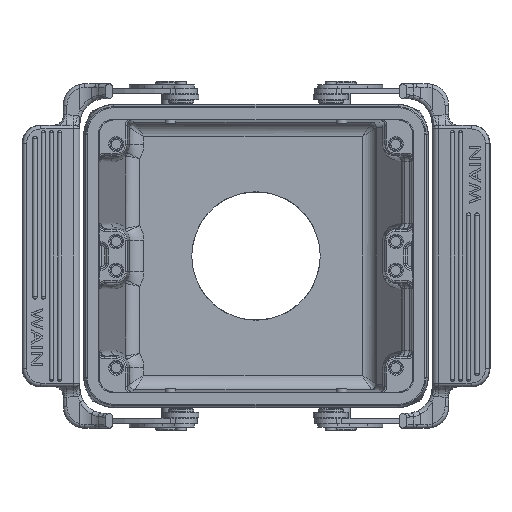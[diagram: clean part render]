
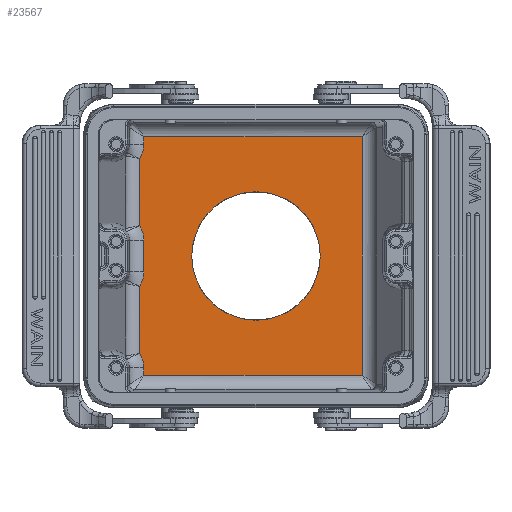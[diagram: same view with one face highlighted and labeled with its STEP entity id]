
A CAD part, front view. The second image highlights one B-rep face of the part: STEP entity #23567.
In plain terms, the highlighted planar face has unit normal (0, -1, 0).
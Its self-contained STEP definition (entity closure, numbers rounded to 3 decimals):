
#16499=LINE('',#74257,#19032);
#16500=LINE('',#74267,#19033);
#16501=LINE('',#74273,#19034);
#16502=LINE('',#74279,#19035);
#16503=LINE('',#74283,#19036);
#16505=LINE('',#74300,#19038);
#16512=LINE('',#74317,#19045);
#16560=LINE('',#74501,#19093);
#19032=VECTOR('',#55242,1.);
#19033=VECTOR('',#55255,1.);
#19034=VECTOR('',#55264,1.);
#19035=VECTOR('',#55273,1.);
#19036=VECTOR('',#55280,1.);
#19038=VECTOR('',#55284,1.);
#19045=VECTOR('',#55303,1.);
#19093=VECTOR('',#55459,1.);
#20312=PLANE('',#48064);
#23567=ADVANCED_FACE('NONE',(#25059,#25060),#20312,.F.);
#25059=FACE_BOUND('',#26818,.T.);
#25060=FACE_BOUND('',#26819,.T.);
#26818=EDGE_LOOP('',(#33777,#33778,#33779,#33780,#33781,#33782,#33783,#33784,
#33785,#33786,#33787,#33788));
#26819=EDGE_LOOP('',(#33789));
#33777=ORIENTED_EDGE('',*,*,#43071,.F.);
#33778=ORIENTED_EDGE('',*,*,#43070,.F.);
#33779=ORIENTED_EDGE('',*,*,#43068,.F.);
#33780=ORIENTED_EDGE('',*,*,#43066,.F.);
#33781=ORIENTED_EDGE('',*,*,#43065,.F.);
#33782=ORIENTED_EDGE('',*,*,#43062,.F.);
#33783=ORIENTED_EDGE('',*,*,#43076,.F.);
#33784=ORIENTED_EDGE('',*,*,#43156,.T.);
#33785=ORIENTED_EDGE('',*,*,#43073,.F.);
#33786=ORIENTED_EDGE('',*,*,#43085,.F.);
#33787=ORIENTED_EDGE('',*,*,#43060,.F.);
#33788=ORIENTED_EDGE('',*,*,#43072,.F.);
#33789=ORIENTED_EDGE('',*,*,#43157,.F.);
#38786=VERTEX_POINT('',#72401);
#38789=VERTEX_POINT('',#72461);
#38798=VERTEX_POINT('',#72592);
#38801=VERTEX_POINT('',#72652);
#38868=VERTEX_POINT('',#73400);
#38871=VERTEX_POINT('',#73446);
#38965=VERTEX_POINT('',#74258);
#38966=VERTEX_POINT('',#74262);
#38968=VERTEX_POINT('',#74270);
#38969=VERTEX_POINT('',#74274);
#38970=VERTEX_POINT('',#74284);
#38972=VERTEX_POINT('',#74301);
#39004=VERTEX_POINT('',#74503);
#43060=EDGE_CURVE('',#38965,#38871,#16499,.T.);
#43062=EDGE_CURVE('',#38966,#38786,#45350,.T.);
#43065=EDGE_CURVE('',#38786,#38789,#16500,.T.);
#43066=EDGE_CURVE('',#38789,#38968,#45353,.T.);
#43068=EDGE_CURVE('',#38968,#38969,#16501,.T.);
#43070=EDGE_CURVE('',#38969,#38798,#45356,.T.);
#43071=EDGE_CURVE('',#38798,#38801,#16502,.T.);
#43072=EDGE_CURVE('',#38801,#38965,#45357,.T.);
#43073=EDGE_CURVE('',#38868,#38970,#16503,.T.);
#43076=EDGE_CURVE('',#38972,#38966,#16505,.T.);
#43085=EDGE_CURVE('',#38871,#38868,#16512,.T.);
#43156=EDGE_CURVE('',#38972,#38970,#16560,.T.);
#43157=EDGE_CURVE('',#39004,#39004,#45371,.T.);
#45350=CIRCLE('',#47987,7.646);
#45353=CIRCLE('',#47992,7.646);
#45356=CIRCLE('',#47997,7.646);
#45357=CIRCLE('',#48000,7.646);
#45371=CIRCLE('',#48063,17.8);
#47987=AXIS2_PLACEMENT_3D('',#74261,#55247,#55248);
#47992=AXIS2_PLACEMENT_3D('',#74269,#55258,#55259);
#47997=AXIS2_PLACEMENT_3D('',#74277,#55269,#55270);
#48000=AXIS2_PLACEMENT_3D('',#74281,#55276,#55277);
#48063=AXIS2_PLACEMENT_3D('',#74502,#55460,#55461);
#48064=AXIS2_PLACEMENT_3D('',#74504,#55462,#55463);
#55242=DIRECTION('',(0.,0.,1.));
#55247=DIRECTION('',(0.,-1.,0.));
#55248=DIRECTION('',(0.,0.,1.));
#55255=DIRECTION('',(0.,0.,1.));
#55258=DIRECTION('',(0.,-1.,0.));
#55259=DIRECTION('',(0.,0.,1.));
#55264=DIRECTION('',(0.,0.,1.));
#55269=DIRECTION('',(0.,-1.,0.));
#55270=DIRECTION('',(0.,0.,1.));
#55273=DIRECTION('',(0.,0.,1.));
#55276=DIRECTION('',(0.,-1.,0.));
#55277=DIRECTION('',(0.,0.,1.));
#55280=DIRECTION('',(0.,0.,-1.));
#55284=DIRECTION('',(0.,0.,1.));
#55303=DIRECTION('',(1.,0.,0.));
#55459=DIRECTION('',(1.,0.,0.));
#55460=DIRECTION('',(0.,-1.,0.));
#55461=DIRECTION('',(0.,0.,1.));
#55462=DIRECTION('',(0.,1.,0.));
#55463=DIRECTION('',(0.,0.,1.));
#72401=CARTESIAN_POINT('',(-32.225,40.,-27.015));
#72461=CARTESIAN_POINT('',(-32.225,40.,-8.385));
#72592=CARTESIAN_POINT('',(-32.225,40.,8.385));
#72652=CARTESIAN_POINT('',(-32.225,40.,27.015));
#73400=CARTESIAN_POINT('',(29.448,40.,33.104));
#73446=CARTESIAN_POINT('',(-31.104,40.,33.104));
#74257=CARTESIAN_POINT('',(-31.104,40.,-37.75));
#74258=CARTESIAN_POINT('',(-31.104,40.,31.));
#74261=CARTESIAN_POINT('',(-38.75,40.,-31.));
#74262=CARTESIAN_POINT('',(-31.104,40.,-31.));
#74267=CARTESIAN_POINT('',(-32.225,40.,-37.75));
#74269=CARTESIAN_POINT('',(-38.75,40.,-4.4));
#74270=CARTESIAN_POINT('',(-31.104,40.,-4.4));
#74273=CARTESIAN_POINT('',(-31.104,40.,-37.75));
#74274=CARTESIAN_POINT('',(-31.104,40.,4.4));
#74277=CARTESIAN_POINT('',(-38.75,40.,4.4));
#74279=CARTESIAN_POINT('',(-32.225,40.,-37.75));
#74281=CARTESIAN_POINT('',(-38.75,40.,31.));
#74283=CARTESIAN_POINT('',(29.448,40.,-37.75));
#74284=CARTESIAN_POINT('',(29.448,40.,-33.104));
#74300=CARTESIAN_POINT('',(-31.104,40.,-37.75));
#74301=CARTESIAN_POINT('',(-31.104,40.,-33.104));
#74317=CARTESIAN_POINT('',(32.925,40.,33.104));
#74501=CARTESIAN_POINT('',(35.75,40.,-33.104));
#74502=CARTESIAN_POINT('',(0.,40.,0.));
#74503=CARTESIAN_POINT('',(0.,40.,17.8));
#74504=CARTESIAN_POINT('',(32.925,40.,-37.75));
